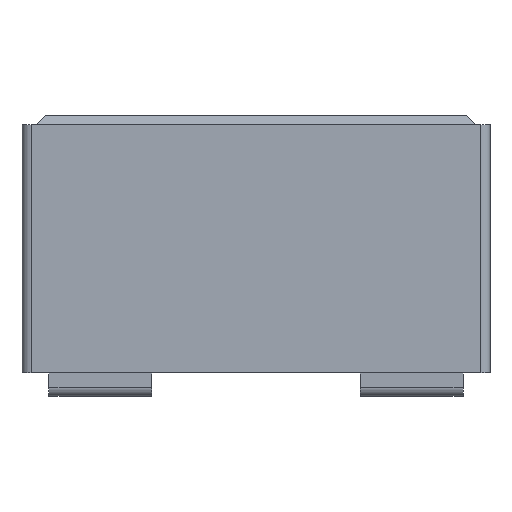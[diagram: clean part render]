
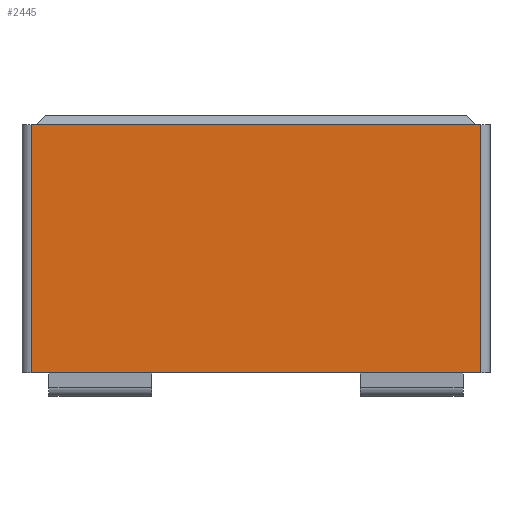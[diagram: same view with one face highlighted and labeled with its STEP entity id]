
A CAD part, left-side view. The second image highlights one B-rep face of the part: STEP entity #2445.
In plain terms, the highlighted planar face has unit normal (-1, 0, 0).
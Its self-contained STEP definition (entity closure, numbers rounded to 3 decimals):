
#153=LINE('',#3362,#314);
#154=LINE('',#3365,#315);
#155=LINE('',#3367,#316);
#156=LINE('',#3369,#317);
#314=VECTOR('',#2721,1000.);
#315=VECTOR('',#2722,1000.);
#316=VECTOR('',#2723,1000.);
#317=VECTOR('',#2724,1000.);
#502=ORIENTED_EDGE('',*,*,#1012,.T.);
#503=ORIENTED_EDGE('',*,*,#1013,.F.);
#504=ORIENTED_EDGE('',*,*,#1014,.T.);
#505=ORIENTED_EDGE('',*,*,#1015,.F.);
#1012=EDGE_CURVE('',#1267,#1268,#153,.F.);
#1013=EDGE_CURVE('',#1269,#1268,#154,.T.);
#1014=EDGE_CURVE('',#1269,#1270,#155,.T.);
#1015=EDGE_CURVE('',#1267,#1270,#156,.T.);
#1267=VERTEX_POINT('',#3363);
#1268=VERTEX_POINT('',#3364);
#1269=VERTEX_POINT('',#3366);
#1270=VERTEX_POINT('',#3368);
#1409=EDGE_LOOP('',(#502,#503,#504,#505));
#1530=FACE_BOUND('',#1409,.T.);
#1642=PLANE('',#2554);
#2445=ADVANCED_FACE('',(#1530),#1642,.T.);
#2554=AXIS2_PLACEMENT_3D('',#3361,#2719,#2720);
#2719=DIRECTION('',(-1.,0.,0.));
#2720=DIRECTION('',(0.,-1.,0.));
#2721=DIRECTION('',(0.,0.,-1.));
#2722=DIRECTION('',(0.,-1.,0.));
#2723=DIRECTION('',(0.,0.,-1.));
#2724=DIRECTION('',(0.,1.,0.));
#3361=CARTESIAN_POINT('',(-5.65,-5.,5.5));
#3362=CARTESIAN_POINT('',(-5.65,-4.8,5.5));
#3363=CARTESIAN_POINT('',(-5.65,-4.8,0.));
#3364=CARTESIAN_POINT('',(-5.65,-4.8,5.3));
#3365=CARTESIAN_POINT('',(-5.65,5.,5.3));
#3366=CARTESIAN_POINT('',(-5.65,4.8,5.3));
#3367=CARTESIAN_POINT('',(-5.65,4.8,5.5));
#3368=CARTESIAN_POINT('',(-5.65,4.8,0.));
#3369=CARTESIAN_POINT('',(-5.65,-5.,0.));
